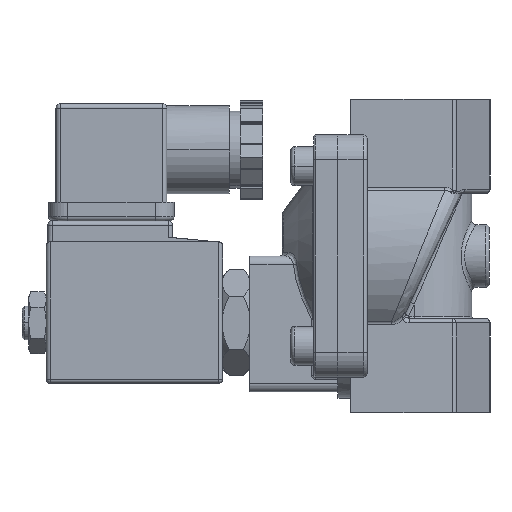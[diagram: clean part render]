
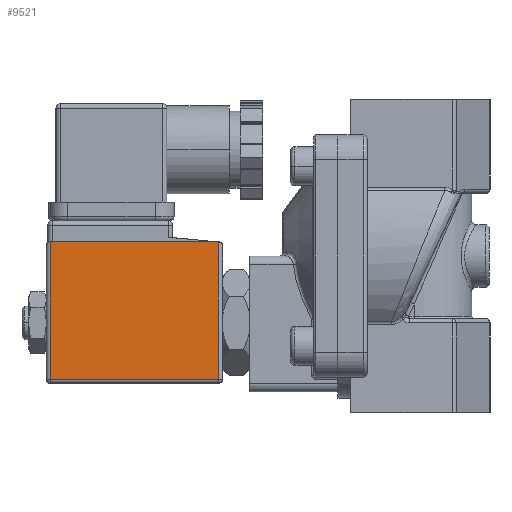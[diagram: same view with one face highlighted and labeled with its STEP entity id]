
A CAD part, left-side view. The second image highlights one B-rep face of the part: STEP entity #9521.
In plain terms, the highlighted planar face has unit normal (-1, 0, 0).
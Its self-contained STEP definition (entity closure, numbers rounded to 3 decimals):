
#1171 = CARTESIAN_POINT ( 'NONE',  ( -14.95, 65.1, 3.4 ) ) ;
#1587 = DIRECTION ( 'NONE',  ( 0., -1., 0. ) ) ;
#1823 = PLANE ( 'NONE',  #15409 ) ;
#1970 = CARTESIAN_POINT ( 'NONE',  ( -14.95, 106.3, 3.4 ) ) ;
#2407 = VERTEX_POINT ( 'NONE', #9637 ) ;
#2442 = LINE ( 'NONE', #8957, #8052 ) ;
#3035 = DIRECTION ( 'NONE',  ( 0., 0., 1. ) ) ;
#3169 = DIRECTION ( 'NONE',  ( 0., -1., 0. ) ) ;
#3378 = VECTOR ( 'NONE', #9550, 1000. ) ;
#3559 = EDGE_CURVE ( 'NONE', #13710, #2407, #12833, .T. ) ;
#4211 = EDGE_LOOP ( 'NONE', ( #14507, #12452, #8450, #15281 ) ) ;
#5747 = VERTEX_POINT ( 'NONE', #12926 ) ;
#6331 = CARTESIAN_POINT ( 'NONE',  ( -14.95, 64.1, -29.5 ) ) ;
#6435 = DIRECTION ( 'NONE',  ( 0., 0., -1. ) ) ;
#6695 = EDGE_CURVE ( 'NONE', #2407, #11327, #12591, .T. ) ;
#7042 = EDGE_CURVE ( 'NONE', #5747, #13710, #2442, .T. ) ;
#7129 = EDGE_CURVE ( 'NONE', #5747, #11327, #7319, .T. ) ;
#7319 = LINE ( 'NONE', #1970, #13328 ) ;
#8052 = VECTOR ( 'NONE', #6435, 1000. ) ;
#8069 = CARTESIAN_POINT ( 'NONE',  ( -14.95, 65.1, 3.4 ) ) ;
#8450 = ORIENTED_EDGE ( 'NONE', *, *, #3559, .T. ) ;
#8957 = CARTESIAN_POINT ( 'NONE',  ( -14.95, 105.3, -30.5 ) ) ;
#9521 = ADVANCED_FACE ( 'NONE', ( #10941 ), #1823, .F. ) ;
#9550 = DIRECTION ( 'NONE',  ( 0., 0., 1. ) ) ;
#9637 = CARTESIAN_POINT ( 'NONE',  ( -14.95, 65.1, -29.5 ) ) ;
#10209 = DIRECTION ( 'NONE',  ( 1., 0., 0. ) ) ;
#10941 = FACE_OUTER_BOUND ( 'NONE', #4211, .T. ) ;
#11323 = VECTOR ( 'NONE', #1587, 1000. ) ;
#11327 = VERTEX_POINT ( 'NONE', #8069 ) ;
#12452 = ORIENTED_EDGE ( 'NONE', *, *, #7042, .T. ) ;
#12572 = CARTESIAN_POINT ( 'NONE',  ( -14.95, 64.1, -30.5 ) ) ;
#12591 = LINE ( 'NONE', #1171, #3378 ) ;
#12833 = LINE ( 'NONE', #6331, #11323 ) ;
#12926 = CARTESIAN_POINT ( 'NONE',  ( -14.95, 105.3, 3.4 ) ) ;
#13328 = VECTOR ( 'NONE', #3169, 1000. ) ;
#13710 = VERTEX_POINT ( 'NONE', #14134 ) ;
#14134 = CARTESIAN_POINT ( 'NONE',  ( -14.95, 105.3, -29.5 ) ) ;
#14507 = ORIENTED_EDGE ( 'NONE', *, *, #7129, .F. ) ;
#15281 = ORIENTED_EDGE ( 'NONE', *, *, #6695, .T. ) ;
#15409 = AXIS2_PLACEMENT_3D ( 'NONE', #12572, #10209, #3035 ) ;
